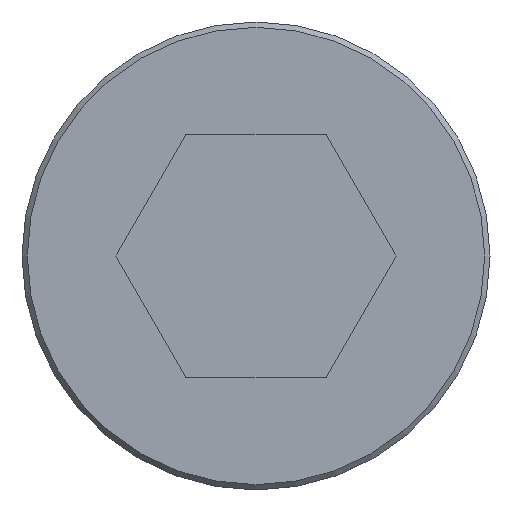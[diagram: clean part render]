
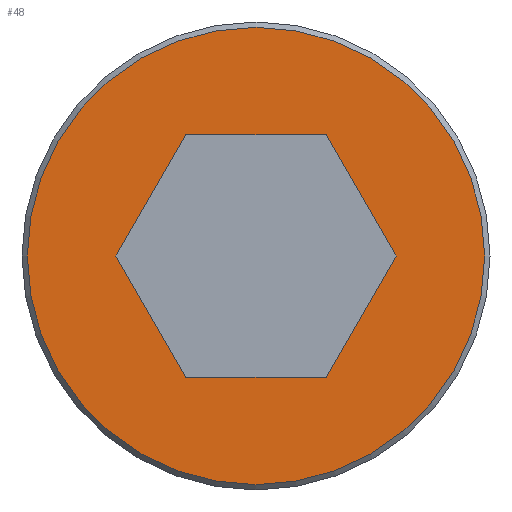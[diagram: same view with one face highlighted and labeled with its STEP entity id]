
A CAD part, left-side view. The second image highlights one B-rep face of the part: STEP entity #48.
In plain terms, the highlighted planar face has unit normal (-1, 0, 0).
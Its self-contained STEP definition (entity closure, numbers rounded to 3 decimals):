
#48 = ADVANCED_FACE( '', ( #96, #97 ), #98, .F. );
#96 = FACE_OUTER_BOUND( '', #143, .T. );
#97 = FACE_BOUND( '', #144, .T. );
#98 = PLANE( '', #145 );
#143 = EDGE_LOOP( '', ( #213 ) );
#144 = EDGE_LOOP( '', ( #214, #215, #216, #217, #218, #219 ) );
#145 = AXIS2_PLACEMENT_3D( '', #220, #221, #222 );
#213 = ORIENTED_EDGE( '', *, *, #281, .F. );
#214 = ORIENTED_EDGE( '', *, *, #262, .T. );
#215 = ORIENTED_EDGE( '', *, *, #257, .T. );
#216 = ORIENTED_EDGE( '', *, *, #274, .T. );
#217 = ORIENTED_EDGE( '', *, *, #282, .T. );
#218 = ORIENTED_EDGE( '', *, *, #277, .T. );
#219 = ORIENTED_EDGE( '', *, *, #283, .T. );
#220 = CARTESIAN_POINT( '', ( 0., 0., 0. ) );
#221 = DIRECTION( '', ( 1., 0., 0. ) );
#222 = DIRECTION( '', ( 0., 0., -1. ) );
#257 = EDGE_CURVE( '', #291, #292, #293, .T. );
#262 = EDGE_CURVE( '', #300, #291, #301, .T. );
#274 = EDGE_CURVE( '', #292, #319, #320, .T. );
#277 = EDGE_CURVE( '', #323, #324, #325, .T. );
#281 = EDGE_CURVE( '', #329, #329, #330, .T. );
#282 = EDGE_CURVE( '', #319, #323, #331, .T. );
#283 = EDGE_CURVE( '', #324, #300, #332, .T. );
#291 = VERTEX_POINT( '', #341 );
#292 = VERTEX_POINT( '', #342 );
#293 = LINE( '', #343, #344 );
#300 = VERTEX_POINT( '', #354 );
#301 = LINE( '', #355, #356 );
#319 = VERTEX_POINT( '', #380 );
#320 = LINE( '', #381, #382 );
#323 = VERTEX_POINT( '', #386 );
#324 = VERTEX_POINT( '', #387 );
#325 = LINE( '', #388, #389 );
#329 = VERTEX_POINT( '', #395 );
#330 = CIRCLE( '', #396, 20.738 );
#331 = LINE( '', #397, #398 );
#332 = LINE( '', #399, #400 );
#341 = CARTESIAN_POINT( '', ( 0., -6.351, 11. ) );
#342 = CARTESIAN_POINT( '', ( 0., -12.702, 0. ) );
#343 = CARTESIAN_POINT( '', ( 0., -6.351, 11. ) );
#344 = VECTOR( '', #408, 1000. );
#354 = CARTESIAN_POINT( '', ( 0., 6.351, 11. ) );
#355 = CARTESIAN_POINT( '', ( 0., 6.351, 11. ) );
#356 = VECTOR( '', #412, 1000. );
#380 = CARTESIAN_POINT( '', ( 0., -6.351, -11. ) );
#381 = CARTESIAN_POINT( '', ( 0., -12.702, 0. ) );
#382 = VECTOR( '', #425, 1000. );
#386 = CARTESIAN_POINT( '', ( 0., 6.351, -11. ) );
#387 = CARTESIAN_POINT( '', ( 0., 12.702, 0. ) );
#388 = CARTESIAN_POINT( '', ( 0., 6.351, -11. ) );
#389 = VECTOR( '', #427, 1000. );
#395 = CARTESIAN_POINT( '', ( 0., 0., -20.738 ) );
#396 = AXIS2_PLACEMENT_3D( '', #430, #431, #432 );
#397 = CARTESIAN_POINT( '', ( 0., -6.351, -11. ) );
#398 = VECTOR( '', #433, 1000. );
#399 = CARTESIAN_POINT( '', ( 0., 12.702, 0. ) );
#400 = VECTOR( '', #434, 1000. );
#408 = DIRECTION( '', ( 0., -0.5, -0.866 ) );
#412 = DIRECTION( '', ( 0., -1., 0. ) );
#425 = DIRECTION( '', ( 0., 0.5, -0.866 ) );
#427 = DIRECTION( '', ( 0., 0.5, 0.866 ) );
#430 = CARTESIAN_POINT( '', ( 0., 0., 0. ) );
#431 = DIRECTION( '', ( 1., 0., 0. ) );
#432 = DIRECTION( '', ( 0., 0., -1. ) );
#433 = DIRECTION( '', ( 0., 1., 0. ) );
#434 = DIRECTION( '', ( 0., -0.5, 0.866 ) );
